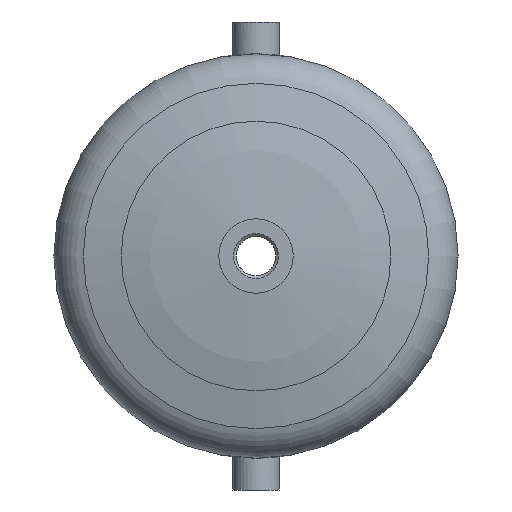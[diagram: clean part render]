
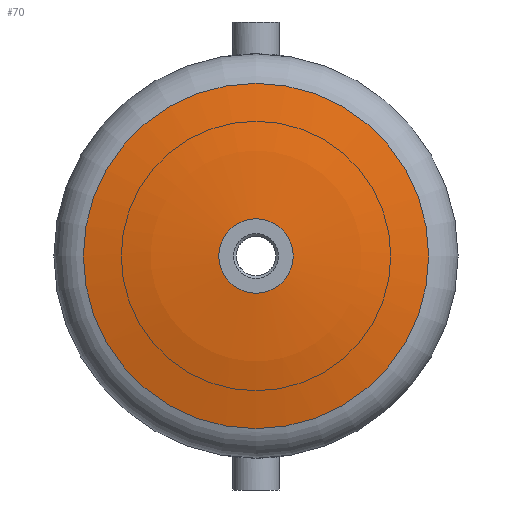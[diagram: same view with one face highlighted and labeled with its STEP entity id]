
A CAD part, front view. The second image highlights one B-rep face of the part: STEP entity #70.
In plain terms, the highlighted spherical face has radius 323.581 mm.
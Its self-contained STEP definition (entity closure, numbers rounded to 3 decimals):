
#70 = ADVANCED_FACE( '', ( #161, #162 ), #163, .T. );
#161 = FACE_OUTER_BOUND( '', #289, .T. );
#162 = FACE_OUTER_BOUND( '', #290, .T. );
#163 = SPHERICAL_SURFACE( '', #291, 323.581 );
#289 = EDGE_LOOP( '', ( #429 ) );
#290 = EDGE_LOOP( '', ( #430 ) );
#291 = AXIS2_PLACEMENT_3D( '', #431, #432, #433 );
#429 = ORIENTED_EDGE( '', *, *, #575, .T. );
#430 = ORIENTED_EDGE( '', *, *, #576, .F. );
#431 = CARTESIAN_POINT( '', ( 0., 63.108, 0. ) );
#432 = DIRECTION( '', ( 0., -1., 0. ) );
#433 = DIRECTION( '', ( 0., 0., 1. ) );
#575 = EDGE_CURVE( '', #650, #650, #651, .T. );
#576 = EDGE_CURVE( '', #652, #652, #653, .T. );
#650 = VERTEX_POINT( '', #1227 );
#651 = CIRCLE( '', #1228, 81.167 );
#652 = VERTEX_POINT( '', #1229 );
#653 = CIRCLE( '', #1230, 17.5 );
#1227 = CARTESIAN_POINT( '', ( 0., -250.128, -81.167 ) );
#1228 = AXIS2_PLACEMENT_3D( '', #1588, #1589, #1590 );
#1229 = CARTESIAN_POINT( '', ( 0., -260., -17.5 ) );
#1230 = AXIS2_PLACEMENT_3D( '', #1591, #1592, #1593 );
#1588 = CARTESIAN_POINT( '', ( 0., -250.128, 0. ) );
#1589 = DIRECTION( '', ( 0., -1., 0. ) );
#1590 = DIRECTION( '', ( 0., 0., -1. ) );
#1591 = CARTESIAN_POINT( '', ( 0., -260., 0. ) );
#1592 = DIRECTION( '', ( 0., -1., 0. ) );
#1593 = DIRECTION( '', ( 0., 0., -1. ) );
